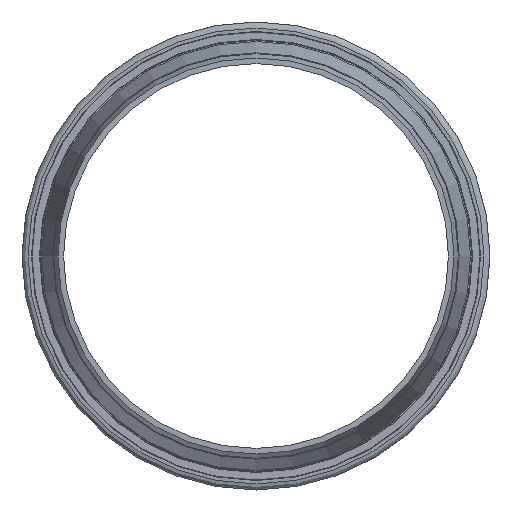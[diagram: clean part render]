
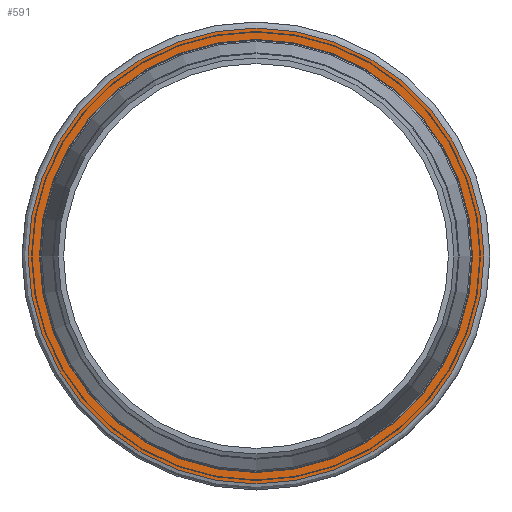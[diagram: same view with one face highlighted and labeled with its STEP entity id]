
A CAD part, front view. The second image highlights one B-rep face of the part: STEP entity #591.
In plain terms, the highlighted planar face has unit normal (0, -1, 0).
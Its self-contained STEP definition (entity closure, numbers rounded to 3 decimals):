
#84=FACE_BOUND('',#155,.T.);
#113=FACE_OUTER_BOUND('',#154,.T.);
#154=EDGE_LOOP('',(#520));
#155=EDGE_LOOP('',(#521));
#224=CIRCLE('',#709,112.65);
#226=CIRCLE('',#712,107.);
#283=VERTEX_POINT('',#1109);
#284=VERTEX_POINT('',#1113);
#362=EDGE_CURVE('',#283,#283,#224,.T.);
#364=EDGE_CURVE('',#284,#284,#226,.T.);
#520=ORIENTED_EDGE('',*,*,#362,.T.);
#521=ORIENTED_EDGE('',*,*,#364,.F.);
#562=PLANE('',#711);
#591=ADVANCED_FACE('',(#113,#84),#562,.T.);
#709=AXIS2_PLACEMENT_3D('',#1110,#914,#915);
#711=AXIS2_PLACEMENT_3D('',#1112,#918,#919);
#712=AXIS2_PLACEMENT_3D('',#1114,#920,#921);
#914=DIRECTION('center_axis',(0.,-1.,0.));
#915=DIRECTION('ref_axis',(1.,0.,0.));
#918=DIRECTION('center_axis',(0.,-1.,0.));
#919=DIRECTION('ref_axis',(0.,0.,-1.));
#920=DIRECTION('center_axis',(0.,-1.,0.));
#921=DIRECTION('ref_axis',(1.,0.,0.));
#1109=CARTESIAN_POINT('',(0.,6055.3,112.65));
#1110=CARTESIAN_POINT('Origin',(0.,6055.3,0.));
#1112=CARTESIAN_POINT('Origin',(-107.,6055.3,0.));
#1113=CARTESIAN_POINT('',(0.,6055.3,107.));
#1114=CARTESIAN_POINT('Origin',(0.,6055.3,
0.));
